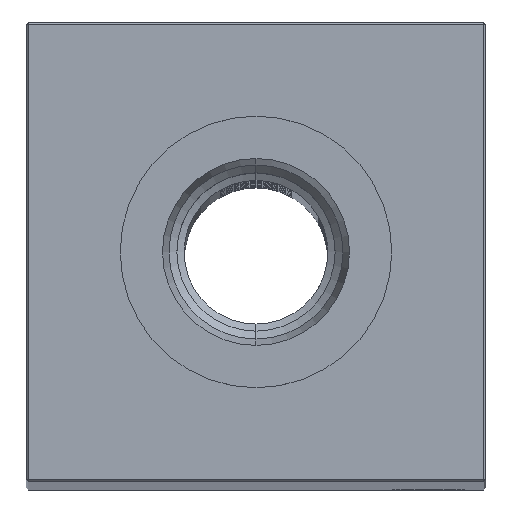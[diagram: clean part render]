
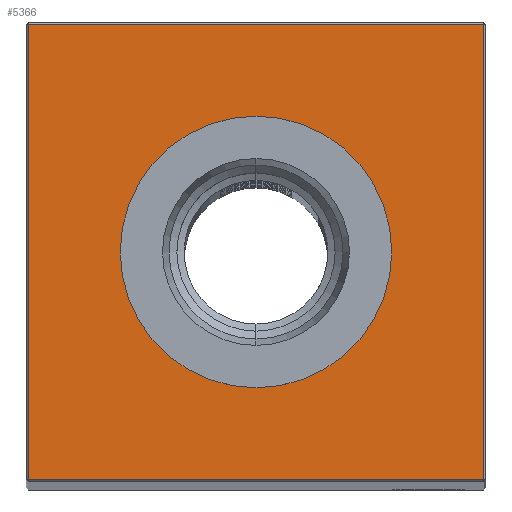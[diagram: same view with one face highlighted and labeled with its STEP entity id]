
A CAD part, top view. The second image highlights one B-rep face of the part: STEP entity #5366.
In plain terms, the highlighted planar face has unit normal (0, 0, 1).
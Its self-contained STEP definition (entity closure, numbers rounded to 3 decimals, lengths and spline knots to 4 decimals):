
#404 = CIRCLE ( 'NONE', #12224, 0.5906 ) ;
#904 = CARTESIAN_POINT ( 'NONE',  ( 0., -0.99, 20.25 ) ) ;
#1258 = CARTESIAN_POINT ( 'NONE',  ( 0.99, 0., 20.25 ) ) ;
#1989 = CARTESIAN_POINT ( 'NONE',  ( -0.99, -0.99, 20.25 ) ) ;
#2669 = DIRECTION ( 'NONE',  ( -1., 0., 0. ) ) ;
#2691 = VERTEX_POINT ( 'NONE', #8724 ) ;
#5248 = VECTOR ( 'NONE', #29361, 39.3701 ) ;
#5366 = ADVANCED_FACE ( 'NONE', ( #18508, #8070 ), #20697, .F. ) ;
#6200 = CARTESIAN_POINT ( 'NONE',  ( -0.99, 0., 20.25 ) ) ;
#7676 = EDGE_LOOP ( 'NONE', ( #27473, #23034 ) ) ;
#8070 = FACE_BOUND ( 'NONE', #7676, .T. ) ;
#8724 = CARTESIAN_POINT ( 'NONE',  ( 0., -0.5906, 20.25 ) ) ;
#9305 = DIRECTION ( 'NONE',  ( -1., 0., 0. ) ) ;
#9480 = ORIENTED_EDGE ( 'NONE', *, *, #16299, .T. ) ;
#10862 = CARTESIAN_POINT ( 'NONE',  ( 0.99, 0.99, 20.25 ) ) ;
#11207 = ORIENTED_EDGE ( 'NONE', *, *, #20712, .T. ) ;
#11531 = DIRECTION ( 'NONE',  ( 0., 1., 0. ) ) ;
#11824 = LINE ( 'NONE', #22102, #24539 ) ;
#12224 = AXIS2_PLACEMENT_3D ( 'NONE', #15283, #23039, #15620 ) ;
#13226 = VERTEX_POINT ( 'NONE', #1989 ) ;
#13396 = EDGE_CURVE ( 'NONE', #20512, #13226, #20690, .T. ) ;
#13493 = CARTESIAN_POINT ( 'NONE',  ( 0., 0.5906, 20.25 ) ) ;
#13721 = EDGE_CURVE ( 'NONE', #29706, #20512, #11824, .T. ) ;
#14109 = DIRECTION ( 'NONE',  ( 0., -1., 0. ) ) ;
#15283 = CARTESIAN_POINT ( 'NONE',  ( 0., 0., 20.25 ) ) ;
#15620 = DIRECTION ( 'NONE',  ( -1., 0., 0. ) ) ;
#16025 = CIRCLE ( 'NONE', #31105, 0.5906 ) ;
#16299 = EDGE_CURVE ( 'NONE', #13226, #19711, #21619, .T. ) ;
#17118 = VECTOR ( 'NONE', #14109, 39.3701 ) ;
#18508 = FACE_OUTER_BOUND ( 'NONE', #27984, .T. ) ;
#19711 = VERTEX_POINT ( 'NONE', #20604 ) ;
#20512 = VERTEX_POINT ( 'NONE', #25204 ) ;
#20604 = CARTESIAN_POINT ( 'NONE',  ( 0.99, -0.99, 20.25 ) ) ;
#20690 = LINE ( 'NONE', #6200, #17118 ) ;
#20697 = PLANE ( 'NONE',  #24047 ) ;
#20712 = EDGE_CURVE ( 'NONE', #19711, #29706, #24347, .T. ) ;
#20977 = EDGE_CURVE ( 'NONE', #2691, #26975, #404, .T. ) ;
#21619 = LINE ( 'NONE', #904, #5248 ) ;
#21902 = EDGE_CURVE ( 'NONE', #26975, #2691, #16025, .T. ) ;
#22036 = ORIENTED_EDGE ( 'NONE', *, *, #13396, .T. ) ;
#22102 = CARTESIAN_POINT ( 'NONE',  ( 0., 0.99, 20.25 ) ) ;
#22902 = DIRECTION ( 'NONE',  ( -1., 0., 0. ) ) ;
#23034 = ORIENTED_EDGE ( 'NONE', *, *, #20977, .T. ) ;
#23039 = DIRECTION ( 'NONE',  ( 0., 0., -1. ) ) ;
#23356 = ORIENTED_EDGE ( 'NONE', *, *, #13721, .T. ) ;
#23560 = DIRECTION ( 'NONE',  ( 0., 0., -1. ) ) ;
#24047 = AXIS2_PLACEMENT_3D ( 'NONE', #29127, #23560, #2669 ) ;
#24347 = LINE ( 'NONE', #1258, #25686 ) ;
#24539 = VECTOR ( 'NONE', #9305, 39.3701 ) ;
#25204 = CARTESIAN_POINT ( 'NONE',  ( -0.99, 0.99, 20.25 ) ) ;
#25686 = VECTOR ( 'NONE', #11531, 39.3701 ) ;
#26975 = VERTEX_POINT ( 'NONE', #13493 ) ;
#27473 = ORIENTED_EDGE ( 'NONE', *, *, #21902, .T. ) ;
#27984 = EDGE_LOOP ( 'NONE', ( #22036, #9480, #11207, #23356 ) ) ;
#28295 = DIRECTION ( 'NONE',  ( 0., 0., -1. ) ) ;
#29127 = CARTESIAN_POINT ( 'NONE',  ( 0., 0., 20.25 ) ) ;
#29361 = DIRECTION ( 'NONE',  ( 1., 0., 0. ) ) ;
#29706 = VERTEX_POINT ( 'NONE', #10862 ) ;
#30672 = CARTESIAN_POINT ( 'NONE',  ( 0., 0., 20.25 ) ) ;
#31105 = AXIS2_PLACEMENT_3D ( 'NONE', #30672, #28295, #22902 ) ;
